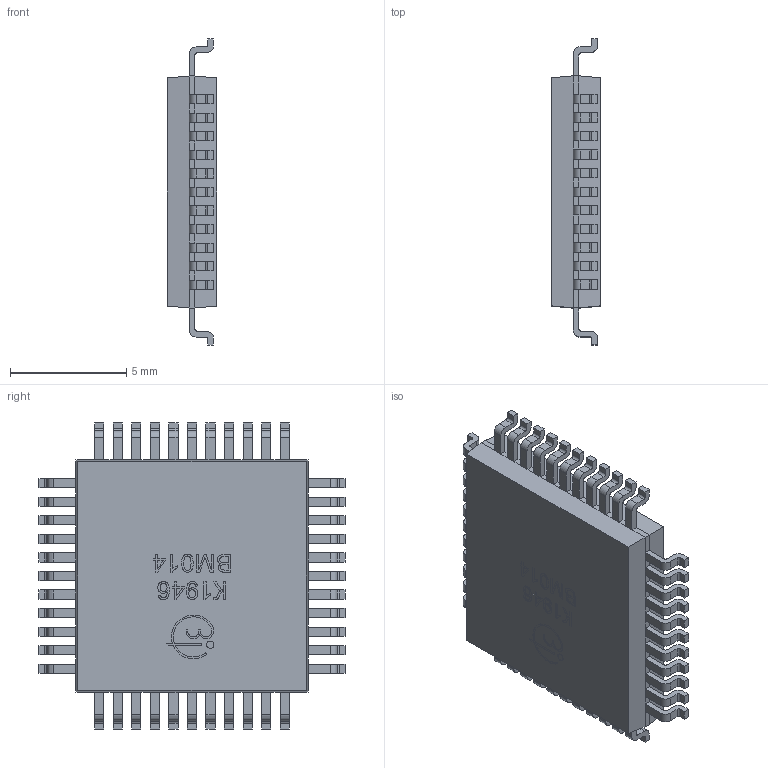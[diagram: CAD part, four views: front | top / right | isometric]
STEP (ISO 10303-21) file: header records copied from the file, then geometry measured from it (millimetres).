
FILE_DESCRIPTION(('STEP AP242'), '1');
FILE_NAME('ﾊ1946ﾂﾌ014', '', ('UNSPECIFIED'), ('UNSPECIFIED'), 'C3D Converter', 'C3D Toolkit', '');
FILE_SCHEMA(('AP242_MANAGED_MODEL_BASED_3D_ENGINEERING_MIM_LF { 1 0 10303 442 1 1 4 }'));
Length unit declared in the file: millimetre
Bounding box: 2.15 x 13.2 x 13.2 mm (x, y, z)
Volume: 221.8 mm3; surface area: 407.8 mm2
Topology: 1 solids, 1 shells, 873 faces, 2369 edges, 1518 vertices
Faces by surface type: plane 557, cylinder 192, extrusion 124
Full cylindrical faces by diameter (mm): 0.315 x1, 1 x1
Entity records: 34292 total; most frequent: CARTESIAN_POINT 5503, ORIENTED_EDGE 4734, DIRECTION 4127, EDGE_CURVE 2367, VECTOR 1859, LINE 1735, VERTEX_POINT 1518, AXIS2_PLACEMENT_3D 1134
